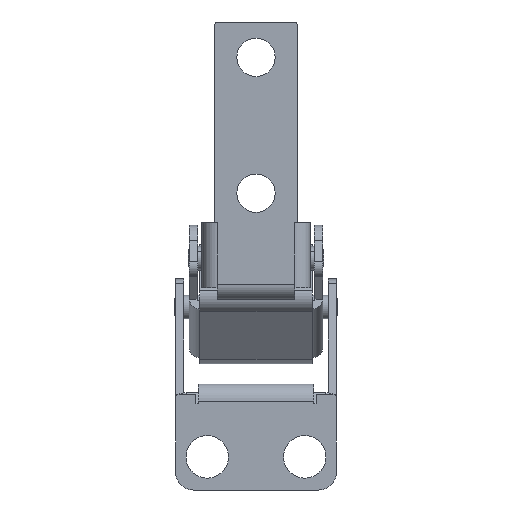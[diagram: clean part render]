
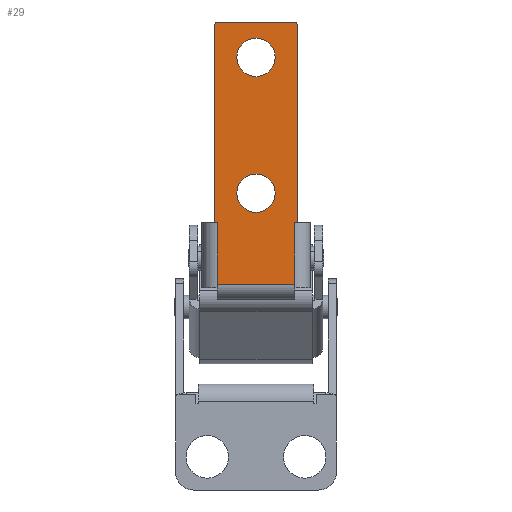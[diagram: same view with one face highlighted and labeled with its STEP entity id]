
A CAD part, left-side view. The second image highlights one B-rep face of the part: STEP entity #29.
In plain terms, the highlighted planar face has unit normal (-1, 0, 0).
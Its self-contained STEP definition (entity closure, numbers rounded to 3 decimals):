
#22 = VECTOR ( 'NONE', #7113, 1000. ) ;
#29 = ADVANCED_FACE ( 'NONE', ( #4341, #5724, #852 ), #4851, .T. ) ;
#46 = CARTESIAN_POINT ( 'NONE',  ( -1., -3.5, 8.2 ) ) ;
#61 = VECTOR ( 'NONE', #5908, 1000. ) ;
#106 = VERTEX_POINT ( 'NONE', #7381 ) ;
#123 = DIRECTION ( 'NONE',  ( 0., 0., 1. ) ) ;
#137 = AXIS2_PLACEMENT_3D ( 'NONE', #8753, #2463, #5257 ) ;
#188 = ORIENTED_EDGE ( 'NONE', *, *, #3283, .T. ) ;
#259 = LINE ( 'NONE', #436, #61 ) ;
#436 = CARTESIAN_POINT ( 'NONE',  ( -1., -3.275, -14. ) ) ;
#452 = VECTOR ( 'NONE', #123, 1000. ) ;
#466 = EDGE_CURVE ( 'NONE', #6297, #8613, #5492, .T. ) ;
#478 = CARTESIAN_POINT ( 'NONE',  ( -1., 3.5, 8.5 ) ) ;
#491 = AXIS2_PLACEMENT_3D ( 'NONE', #3117, #7345, #1726 ) ;
#751 = VERTEX_POINT ( 'NONE', #839 ) ;
#774 = DIRECTION ( 'NONE',  ( 0., 0., -1. ) ) ;
#817 = CARTESIAN_POINT ( 'NONE',  ( -1., 3.5, 8.2 ) ) ;
#839 = CARTESIAN_POINT ( 'NONE',  ( -1., 0., -4.37 ) ) ;
#852 = FACE_OUTER_BOUND ( 'NONE', #4500, .T. ) ;
#856 = CARTESIAN_POINT ( 'NONE',  ( -1., 3.2, 8.2 ) ) ;
#868 = CIRCLE ( 'NONE', #137, 1.625 ) ;
#1351 = CIRCLE ( 'NONE', #5141, 1.625 ) ;
#1367 = ORIENTED_EDGE ( 'NONE', *, *, #8924, .T. ) ;
#1374 = DIRECTION ( 'NONE',  ( 0., 0., -1. ) ) ;
#1476 = VECTOR ( 'NONE', #774, 1000. ) ;
#1649 = ORIENTED_EDGE ( 'NONE', *, *, #3024, .T. ) ;
#1691 = EDGE_CURVE ( 'NONE', #4377, #4632, #2813, .T. ) ;
#1726 = DIRECTION ( 'NONE',  ( 0., 0., 1. ) ) ;
#1770 = DIRECTION ( 'NONE',  ( 0., 0., -1. ) ) ;
#1782 = VERTEX_POINT ( 'NONE', #6143 ) ;
#1805 = AXIS2_PLACEMENT_3D ( 'NONE', #856, #7022, #2145 ) ;
#1841 = EDGE_CURVE ( 'NONE', #4632, #4377, #1351, .T. ) ;
#1892 = LINE ( 'NONE', #478, #5608 ) ;
#2054 = DIRECTION ( 'NONE',  ( 1., 0., 0. ) ) ;
#2061 = CARTESIAN_POINT ( 'NONE',  ( -1., 0., -7.62 ) ) ;
#2128 = ORIENTED_EDGE ( 'NONE', *, *, #3393, .T. ) ;
#2145 = DIRECTION ( 'NONE',  ( 0., 0., 1. ) ) ;
#2355 = ORIENTED_EDGE ( 'NONE', *, *, #6034, .T. ) ;
#2388 = CIRCLE ( 'NONE', #1805, 0.3 ) ;
#2463 = DIRECTION ( 'NONE',  ( 1., 0., 0. ) ) ;
#2504 = CARTESIAN_POINT ( 'NONE',  ( -1., 3.275, -13.7 ) ) ;
#2511 = VERTEX_POINT ( 'NONE', #2061 ) ;
#2528 = ORIENTED_EDGE ( 'NONE', *, *, #8903, .F. ) ;
#2627 = DIRECTION ( 'NONE',  ( 0., -1., 0. ) ) ;
#2744 = LINE ( 'NONE', #5548, #6321 ) ;
#2789 = DIRECTION ( 'NONE',  ( 0., 0., 1. ) ) ;
#2813 = CIRCLE ( 'NONE', #3416, 1.625 ) ;
#2888 = EDGE_CURVE ( 'NONE', #9020, #1782, #4003, .T. ) ;
#2924 = CARTESIAN_POINT ( 'NONE',  ( -1., 0., -8.5 ) ) ;
#3024 = EDGE_CURVE ( 'NONE', #2511, #751, #4880, .T. ) ;
#3049 = VECTOR ( 'NONE', #7473, 1000. ) ;
#3117 = CARTESIAN_POINT ( 'NONE',  ( -1., -3.2, 8.2 ) ) ;
#3232 = VERTEX_POINT ( 'NONE', #817 ) ;
#3239 = CARTESIAN_POINT ( 'NONE',  ( -1., 3.5, -8.5 ) ) ;
#3283 = EDGE_CURVE ( 'NONE', #5334, #3232, #2388, .T. ) ;
#3322 = ORIENTED_EDGE ( 'NONE', *, *, #7934, .F. ) ;
#3360 = CARTESIAN_POINT ( 'NONE',  ( -1., 0., 5.505 ) ) ;
#3393 = EDGE_CURVE ( 'NONE', #5412, #106, #259, .T. ) ;
#3407 = ORIENTED_EDGE ( 'NONE', *, *, #8447, .T. ) ;
#3416 = AXIS2_PLACEMENT_3D ( 'NONE', #3360, #8408, #7029 ) ;
#3470 = VERTEX_POINT ( 'NONE', #2504 ) ;
#3512 = EDGE_LOOP ( 'NONE', ( #7702, #6744 ) ) ;
#3530 = CARTESIAN_POINT ( 'NONE',  ( -1., 3.275, -8.5 ) ) ;
#3652 = CARTESIAN_POINT ( 'NONE',  ( -1., 0., 7.13 ) ) ;
#3784 = ORIENTED_EDGE ( 'NONE', *, *, #5520, .F. ) ;
#4003 = CIRCLE ( 'NONE', #491, 0.3 ) ;
#4269 = DIRECTION ( 'NONE',  ( 0., 0., -1. ) ) ;
#4301 = CARTESIAN_POINT ( 'NONE',  ( -1., -3.5, -8.5 ) ) ;
#4341 = FACE_BOUND ( 'NONE', #7208, .T. ) ;
#4377 = VERTEX_POINT ( 'NONE', #7582 ) ;
#4500 = EDGE_LOOP ( 'NONE', ( #3322, #188, #2528, #7312, #4719, #2355, #2128, #1367, #3784, #7756 ) ) ;
#4575 = CARTESIAN_POINT ( 'NONE',  ( -1., 0., 5.505 ) ) ;
#4622 = DIRECTION ( 'NONE',  ( 1., 0., 0. ) ) ;
#4632 = VERTEX_POINT ( 'NONE', #3652 ) ;
#4655 = CARTESIAN_POINT ( 'NONE',  ( -1., 0., -8.5 ) ) ;
#4719 = ORIENTED_EDGE ( 'NONE', *, *, #6174, .T. ) ;
#4851 = PLANE ( 'NONE',  #6879 ) ;
#4880 = CIRCLE ( 'NONE', #6348, 1.625 ) ;
#5080 = CARTESIAN_POINT ( 'NONE',  ( -1., -3.5, 8.5 ) ) ;
#5141 = AXIS2_PLACEMENT_3D ( 'NONE', #4575, #4622, #1770 ) ;
#5257 = DIRECTION ( 'NONE',  ( 0., 0., -1. ) ) ;
#5334 = VERTEX_POINT ( 'NONE', #6490 ) ;
#5412 = VERTEX_POINT ( 'NONE', #6249 ) ;
#5492 = LINE ( 'NONE', #4655, #3049 ) ;
#5520 = EDGE_CURVE ( 'NONE', #9020, #8599, #7811, .T. ) ;
#5547 = CARTESIAN_POINT ( 'NONE',  ( -1., 3.5, -8.5 ) ) ;
#5548 = CARTESIAN_POINT ( 'NONE',  ( -1., 3.275, -13.7 ) ) ;
#5608 = VECTOR ( 'NONE', #2627, 1000. ) ;
#5724 = FACE_BOUND ( 'NONE', #3512, .T. ) ;
#5908 = DIRECTION ( 'NONE',  ( 0., 0., 1. ) ) ;
#6034 = EDGE_CURVE ( 'NONE', #3470, #5412, #2744, .T. ) ;
#6143 = CARTESIAN_POINT ( 'NONE',  ( -1., -3.2, 8.5 ) ) ;
#6174 = EDGE_CURVE ( 'NONE', #8613, #3470, #7067, .T. ) ;
#6203 = DIRECTION ( 'NONE',  ( -1., 0., 0. ) ) ;
#6249 = CARTESIAN_POINT ( 'NONE',  ( -1., -3.275, -13.7 ) ) ;
#6297 = VERTEX_POINT ( 'NONE', #3239 ) ;
#6321 = VECTOR ( 'NONE', #8350, 1000. ) ;
#6348 = AXIS2_PLACEMENT_3D ( 'NONE', #6932, #2054, #1374 ) ;
#6490 = CARTESIAN_POINT ( 'NONE',  ( -1., 3.2, 8.5 ) ) ;
#6500 = CARTESIAN_POINT ( 'NONE',  ( -1., 3.275, -8.5 ) ) ;
#6744 = ORIENTED_EDGE ( 'NONE', *, *, #1841, .T. ) ;
#6879 = AXIS2_PLACEMENT_3D ( 'NONE', #6976, #6203, #2789 ) ;
#6929 = LINE ( 'NONE', #5547, #452 ) ;
#6932 = CARTESIAN_POINT ( 'NONE',  ( -1., 0., -5.995 ) ) ;
#6976 = CARTESIAN_POINT ( 'NONE',  ( -1., 0., 0. ) ) ;
#7022 = DIRECTION ( 'NONE',  ( -1., 0., 0. ) ) ;
#7029 = DIRECTION ( 'NONE',  ( 0., 0., -1. ) ) ;
#7067 = LINE ( 'NONE', #3530, #1476 ) ;
#7113 = DIRECTION ( 'NONE',  ( 0., -1., 0. ) ) ;
#7208 = EDGE_LOOP ( 'NONE', ( #1649, #3407 ) ) ;
#7312 = ORIENTED_EDGE ( 'NONE', *, *, #466, .T. ) ;
#7345 = DIRECTION ( 'NONE',  ( -1., 0., 0. ) ) ;
#7381 = CARTESIAN_POINT ( 'NONE',  ( -1., -3.275, -8.5 ) ) ;
#7473 = DIRECTION ( 'NONE',  ( 0., -1., 0. ) ) ;
#7582 = CARTESIAN_POINT ( 'NONE',  ( -1., 0., 3.88 ) ) ;
#7702 = ORIENTED_EDGE ( 'NONE', *, *, #1691, .T. ) ;
#7756 = ORIENTED_EDGE ( 'NONE', *, *, #2888, .T. ) ;
#7801 = LINE ( 'NONE', #2924, #22 ) ;
#7811 = LINE ( 'NONE', #5080, #8364 ) ;
#7934 = EDGE_CURVE ( 'NONE', #5334, #1782, #1892, .T. ) ;
#8350 = DIRECTION ( 'NONE',  ( 0., -1., 0. ) ) ;
#8364 = VECTOR ( 'NONE', #4269, 1000. ) ;
#8408 = DIRECTION ( 'NONE',  ( 1., 0., 0. ) ) ;
#8447 = EDGE_CURVE ( 'NONE', #751, #2511, #868, .T. ) ;
#8599 = VERTEX_POINT ( 'NONE', #4301 ) ;
#8613 = VERTEX_POINT ( 'NONE', #6500 ) ;
#8753 = CARTESIAN_POINT ( 'NONE',  ( -1., 0., -5.995 ) ) ;
#8903 = EDGE_CURVE ( 'NONE', #6297, #3232, #6929, .T. ) ;
#8924 = EDGE_CURVE ( 'NONE', #106, #8599, #7801, .T. ) ;
#9020 = VERTEX_POINT ( 'NONE', #46 ) ;
